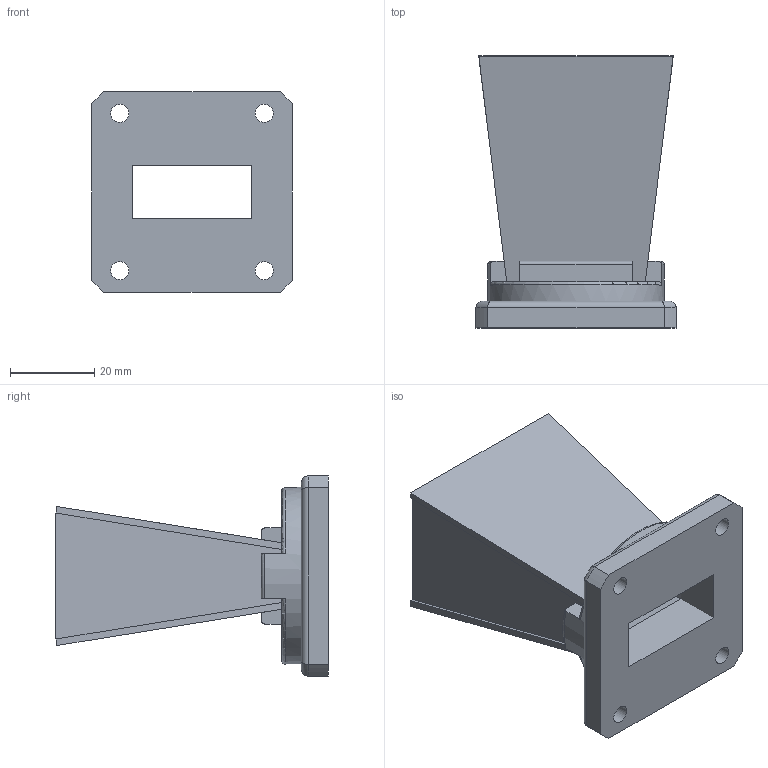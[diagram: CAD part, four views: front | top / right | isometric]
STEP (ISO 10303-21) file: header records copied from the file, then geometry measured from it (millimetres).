
FILE_DESCRIPTION (( 'STEP AP214' ), '1' );
FILE_NAME ('FM9858B-10.STEP', '2021-01-06T15:14:14', ( '' ), ( '' ), 'SwSTEP 2.0', 'SolidWorks 2018', '' );
FILE_SCHEMA (( 'AUTOMOTIVE_DESIGN' ));
Length unit declared in the file: inch
Products named in the file (1): FM9858B-10
Bounding box: 47.62 x 64.77 x 47.62 mm (x, y, z)
Volume: 27989.2 mm3; surface area: 20557.9 mm2
Topology: 1 solids, 1 shells, 78 faces, 215 edges, 134 vertices
Faces by surface type: plane 55, cylinder 15, torus 8
Full cylindrical faces by diameter (mm): 4.318 x4, 42.164 x1
Entity records: 2592 total; most frequent: CARTESIAN_POINT 575, ORIENTED_EDGE 418, DIRECTION 384, EDGE_CURVE 209, LINE 160, VECTOR 160, VERTEX_POINT 133, AXIS2_PLACEMENT_3D 112
